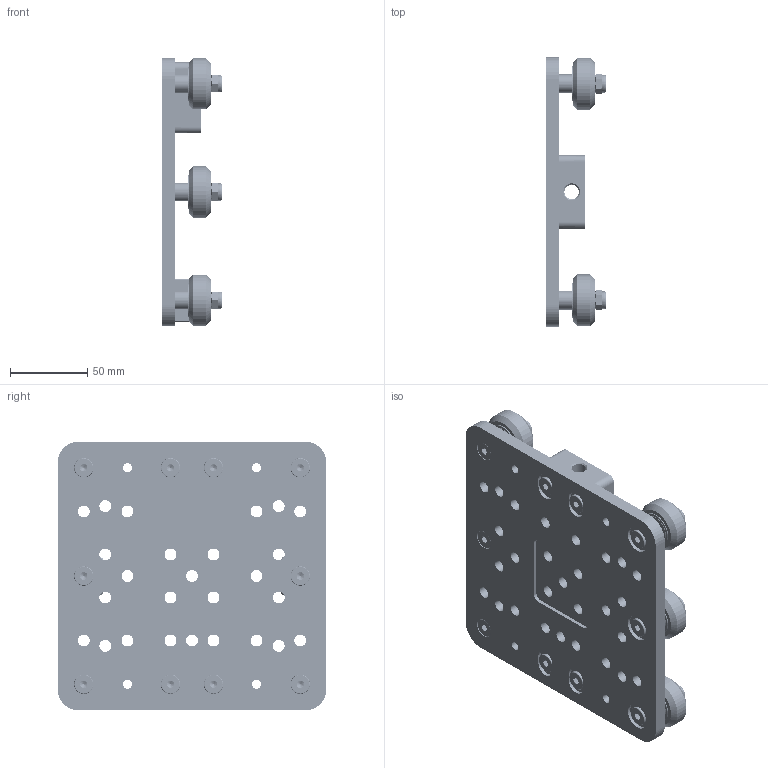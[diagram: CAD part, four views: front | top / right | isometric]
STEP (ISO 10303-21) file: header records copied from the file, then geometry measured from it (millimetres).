
FILE_DESCRIPTION(('FreeCAD Model'),'2;1');
FILE_NAME('Open CASCADE Shape Model','2025-05-09T13:53:44',('FreeCAD'),( 'FreeCAD'),'Open CASCADE STEP processor 7.6','FreeCAD','Unknown');
FILE_SCHEMA(('AUTOMOTIVE_DESIGN { 1 0 10303 214 1 1 1 1 }'));
Products named in the file (1): Open CASCADE STEP translator 7.6 1
Bounding box: 38.89 x 173.6 x 173.6 mm (x, y, z)
Volume: 354226.9 mm3; surface area: 193895.4 mm2
Topology: 286 solids, 286 shells, 4032 faces, 9244 edges, 5845 vertices
Faces by surface type: bspline 4032
Entity records: 146454 total; most frequent: CARTESIAN_POINT 96051, ORIENTED_EDGE 17652, EDGE_CURVE 8826, VERTEX_POINT 5629, FACE_BOUND 4845, EDGE_LOOP 4725, ADVANCED_FACE 3984, B_SPLINE_CURVE_WITH_KNOTS 3127
